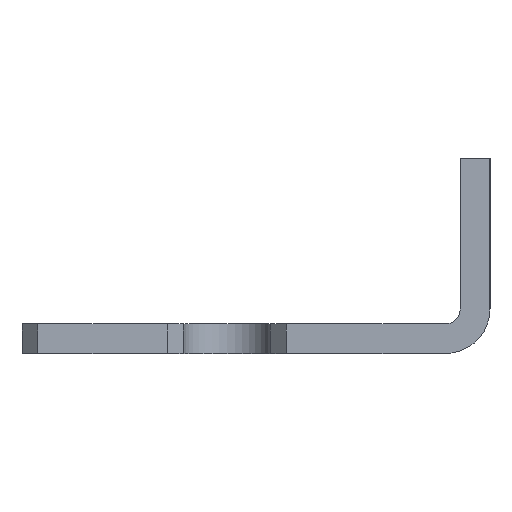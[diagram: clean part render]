
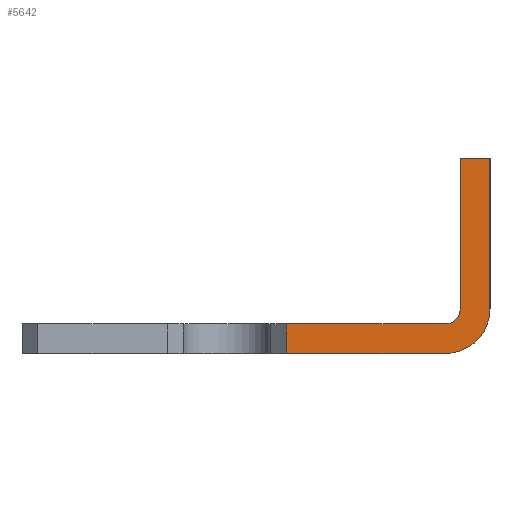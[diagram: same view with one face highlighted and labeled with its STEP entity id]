
A CAD part, left-side view. The second image highlights one B-rep face of the part: STEP entity #5642.
In plain terms, the highlighted planar face has unit normal (-1, 0, 0).
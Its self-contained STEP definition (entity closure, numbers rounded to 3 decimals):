
#21=PLANE('',#6009);
#232=LINE('',#8408,#681);
#233=LINE('',#8411,#682);
#234=LINE('',#8413,#683);
#235=LINE('',#8417,#684);
#236=LINE('',#8419,#685);
#237=LINE('',#8421,#686);
#681=VECTOR('',#6738,1000.);
#682=VECTOR('',#6739,1000.);
#683=VECTOR('',#6740,1000.);
#684=VECTOR('',#6743,1000.);
#685=VECTOR('',#6744,1000.);
#686=VECTOR('',#6745,1000.);
#1180=ORIENTED_EDGE('',*,*,#2662,.F.);
#1181=ORIENTED_EDGE('',*,*,#2663,.T.);
#1182=ORIENTED_EDGE('',*,*,#2664,.T.);
#1183=ORIENTED_EDGE('',*,*,#2665,.T.);
#1184=ORIENTED_EDGE('',*,*,#2666,.F.);
#1185=ORIENTED_EDGE('',*,*,#2667,.T.);
#1186=ORIENTED_EDGE('',*,*,#2668,.T.);
#1187=ORIENTED_EDGE('',*,*,#2669,.F.);
#2662=EDGE_CURVE('',#3403,#3404,#232,.T.);
#2663=EDGE_CURVE('',#3403,#3405,#233,.T.);
#2664=EDGE_CURVE('',#3405,#3406,#234,.T.);
#2665=EDGE_CURVE('',#3406,#3407,#3907,.T.);
#2666=EDGE_CURVE('',#3408,#3407,#235,.T.);
#2667=EDGE_CURVE('',#3408,#3409,#236,.T.);
#2668=EDGE_CURVE('',#3409,#3410,#237,.T.);
#2669=EDGE_CURVE('',#3404,#3410,#3908,.T.);
#3403=VERTEX_POINT('',#8409);
#3404=VERTEX_POINT('',#8410);
#3405=VERTEX_POINT('',#8412);
#3406=VERTEX_POINT('',#8414);
#3407=VERTEX_POINT('',#8416);
#3408=VERTEX_POINT('',#8418);
#3409=VERTEX_POINT('',#8420);
#3410=VERTEX_POINT('',#8422);
#3907=CIRCLE('',#6010,3.632);
#3908=CIRCLE('',#6011,1.219);
#4174=EDGE_LOOP('',(#1180,#1181,#1182,#1183,#1184,#1185,#1186,#1187));
#4835=FACE_BOUND('',#4174,.T.);
#5642=ADVANCED_FACE('',(#4835),#21,.F.);
#6009=AXIS2_PLACEMENT_3D('',#8407,#6736,#6737);
#6010=AXIS2_PLACEMENT_3D('',#8415,#6741,#6742);
#6011=AXIS2_PLACEMENT_3D('',#8423,#6746,#6747);
#6736=DIRECTION('',(1.,0.,0.));
#6737=DIRECTION('',(0.,0.,-1.));
#6738=DIRECTION('',(0.,-1.,0.));
#6739=DIRECTION('',(0.,0.,-1.));
#6740=DIRECTION('',(0.,-1.,0.));
#6741=DIRECTION('',(-1.,0.,0.));
#6742=DIRECTION('',(0.,0.,1.));
#6743=DIRECTION('',(0.,0.,-1.));
#6744=DIRECTION('',(0.,1.,0.));
#6745=DIRECTION('',(0.,0.,-1.));
#6746=DIRECTION('',(-1.,0.,0.));
#6747=DIRECTION('',(0.,-1.,0.));
#8407=CARTESIAN_POINT('',(-533.4,19.05,2.413));
#8408=CARTESIAN_POINT('',(-533.4,19.05,2.413));
#8409=CARTESIAN_POINT('',(-533.4,-2.477,2.413));
#8410=CARTESIAN_POINT('',(-533.4,-15.418,2.413));
#8411=CARTESIAN_POINT('',(-533.4,-2.477,2.413));
#8412=CARTESIAN_POINT('',(-533.4,-2.477,0.));
#8413=CARTESIAN_POINT('',(-533.4,19.05,0.));
#8414=CARTESIAN_POINT('',(-533.4,-15.418,0.));
#8415=CARTESIAN_POINT('',(-533.4,-15.418,3.632));
#8416=CARTESIAN_POINT('',(-533.4,-19.05,3.632));
#8417=CARTESIAN_POINT('',(-533.4,-19.05,2.171));
#8418=CARTESIAN_POINT('',(-533.4,-19.05,15.875));
#8419=CARTESIAN_POINT('',(-533.4,-19.05,15.875));
#8420=CARTESIAN_POINT('',(-533.4,-16.637,15.875));
#8421=CARTESIAN_POINT('',(-533.4,-16.637,2.171));
#8422=CARTESIAN_POINT('',(-533.4,-16.637,3.632));
#8423=CARTESIAN_POINT('',(-533.4,-15.418,3.632));
